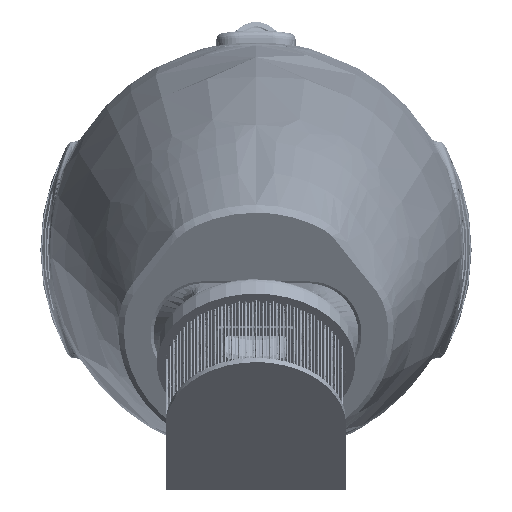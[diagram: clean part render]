
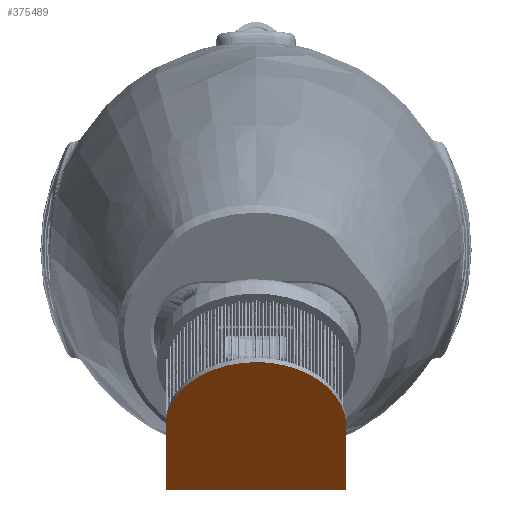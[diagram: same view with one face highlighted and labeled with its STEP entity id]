
A CAD part, top view. The second image highlights one B-rep face of the part: STEP entity #375489.
In plain terms, the highlighted free-form (B-spline) face has degree [1, 1] with [2, 2] control points.
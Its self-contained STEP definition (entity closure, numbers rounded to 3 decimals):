
#253155 = EDGE_CURVE('',#253156,#253158,#253160,.T.);
#253156 = VERTEX_POINT('',#253157);
#253157 = CARTESIAN_POINT('',(15.456,-35.218,
    522.921));
#253158 = VERTEX_POINT('',#253159);
#253159 = CARTESIAN_POINT('',(-20.746,-60.816,
    497.322));
#253160 = ( BOUNDED_CURVE() B_SPLINE_CURVE(2,(#253161,#253162,#253163),
.UNSPECIFIED.,.F.,.F.) B_SPLINE_CURVE_WITH_KNOTS((3,3),(3.142,
4.712),.PIECEWISE_BEZIER_KNOTS.) CURVE() 
GEOMETRIC_REPRESENTATION_ITEM() RATIONAL_B_SPLINE_CURVE((1.,
0.707,1.)) REPRESENTATION_ITEM('') );
#253161 = CARTESIAN_POINT('',(15.456,-35.218,
    522.921));
#253162 = CARTESIAN_POINT('',(-20.746,-35.218,
    522.921));
#253163 = CARTESIAN_POINT('',(-20.746,-60.816,
    497.322));
#370007 = EDGE_CURVE('',#370008,#370010,#370012,.T.);
#370008 = VERTEX_POINT('',#370009);
#370009 = CARTESIAN_POINT('',(51.657,-86.415,
    471.724));
#370010 = VERTEX_POINT('',#370011);
#370011 = CARTESIAN_POINT('',(-20.746,-86.415,
    471.724));
#370012 = B_SPLINE_CURVE_WITH_KNOTS('',1,(#370013,#370014),
  .UNSPECIFIED.,.F.,.F.,(2,2),(0.,54.6),.PIECEWISE_BEZIER_KNOTS.);
#370013 = CARTESIAN_POINT('',(51.657,-86.415,
    471.724));
#370014 = CARTESIAN_POINT('',(-20.746,-86.415,
    471.724));
#370051 = VERTEX_POINT('',#370052);
#370052 = CARTESIAN_POINT('',(51.657,-60.816,
    497.322));
#370057 = EDGE_CURVE('',#370051,#370008,#370058,.T.);
#370058 = B_SPLINE_CURVE_WITH_KNOTS('',1,(#370059,#370060),
  .UNSPECIFIED.,.F.,.F.,(2,2),(0.,27.3),.PIECEWISE_BEZIER_KNOTS.);
#370059 = CARTESIAN_POINT('',(51.657,-60.816,
    497.322));
#370060 = CARTESIAN_POINT('',(51.657,-86.415,
    471.724));
#375489 = ADVANCED_FACE('',(#375490),#375506,.T.);
#375490 = FACE_BOUND('',#375491,.T.);
#375491 = EDGE_LOOP('',(#375492,#375493,#375499,#375500,#375505));
#375492 = ORIENTED_EDGE('',*,*,#370057,.F.);
#375493 = ORIENTED_EDGE('',*,*,#375494,.T.);
#375494 = EDGE_CURVE('',#370051,#253156,#375495,.T.);
#375495 = ( BOUNDED_CURVE() B_SPLINE_CURVE(2,(#375496,#375497,#375498),
.UNSPECIFIED.,.F.,.F.) B_SPLINE_CURVE_WITH_KNOTS((3,3),(1.571,
3.142),.PIECEWISE_BEZIER_KNOTS.) CURVE() 
GEOMETRIC_REPRESENTATION_ITEM() RATIONAL_B_SPLINE_CURVE((1.,
0.707,1.)) REPRESENTATION_ITEM('') );
#375496 = CARTESIAN_POINT('',(51.657,-60.816,
    497.322));
#375497 = CARTESIAN_POINT('',(51.657,-35.218,
    522.921));
#375498 = CARTESIAN_POINT('',(15.456,-35.218,
    522.921));
#375499 = ORIENTED_EDGE('',*,*,#253155,.T.);
#375500 = ORIENTED_EDGE('',*,*,#375501,.T.);
#375501 = EDGE_CURVE('',#253158,#370010,#375502,.T.);
#375502 = B_SPLINE_CURVE_WITH_KNOTS('',1,(#375503,#375504),
  .UNSPECIFIED.,.F.,.F.,(2,2),(0.,27.3),.PIECEWISE_BEZIER_KNOTS.);
#375503 = CARTESIAN_POINT('',(-20.746,-60.816,
    497.322));
#375504 = CARTESIAN_POINT('',(-20.746,-86.415,
    471.724));
#375505 = ORIENTED_EDGE('',*,*,#370007,.F.);
#375506 = B_SPLINE_SURFACE_WITH_KNOTS('',1,1,(
    (#375507,#375508)
    ,(#375509,#375510
    )),.UNSPECIFIED.,.F.,.F.,.F.,(2,2),(2,2),(-27.3,27.3),(-27.3,27.3),
  .PIECEWISE_BEZIER_KNOTS.);
#375507 = CARTESIAN_POINT('',(-20.746,-35.218,
    522.921));
#375508 = CARTESIAN_POINT('',(51.657,-35.218,
    522.921));
#375509 = CARTESIAN_POINT('',(-20.746,-86.415,
    471.724));
#375510 = CARTESIAN_POINT('',(51.657,-86.415,
    471.724));
